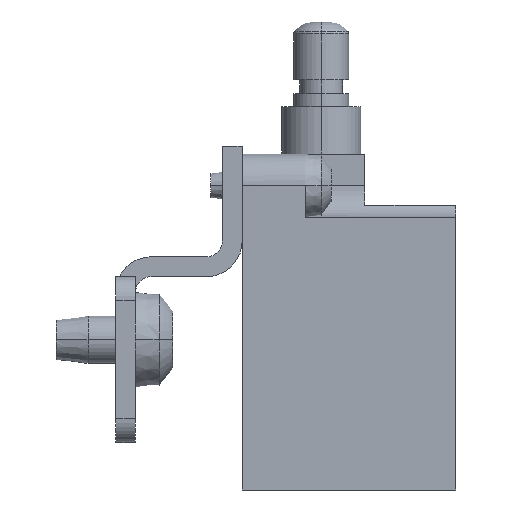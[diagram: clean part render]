
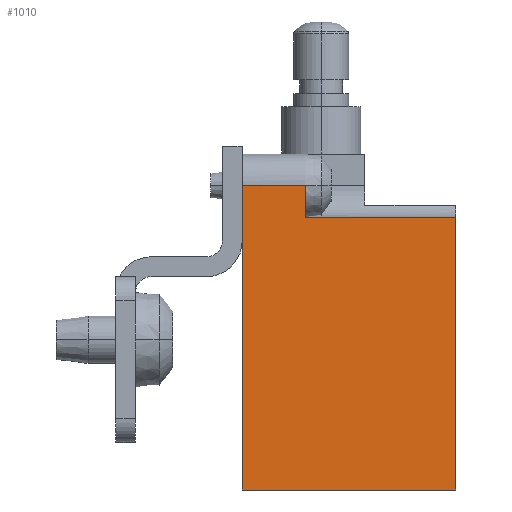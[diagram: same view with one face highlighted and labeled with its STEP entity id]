
A CAD part, left-side view. The second image highlights one B-rep face of the part: STEP entity #1010.
In plain terms, the highlighted planar face has unit normal (-1, 0, 0).
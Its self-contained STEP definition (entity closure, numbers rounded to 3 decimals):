
#1010=ADVANCED_FACE('',(#2598),#2599,.T.);
#1898=VERTEX_POINT('',#3488);
#1902=VERTEX_POINT('',#3492);
#1904=EDGE_CURVE('',#1902,#1898,#3494,.T.);
#1936=VERTEX_POINT('',#3526);
#1940=EDGE_CURVE('',#1898,#1936,#3530,.T.);
#2050=VERTEX_POINT('',#3640);
#2052=VERTEX_POINT('',#3642);
#2054=EDGE_CURVE('',#2050,#2052,#3644,.T.);
#2060=EDGE_CURVE('',#1936,#2050,#3650,.T.);
#2062=VERTEX_POINT('',#3652);
#2066=EDGE_CURVE('',#2062,#2052,#3656,.T.);
#2144=EDGE_CURVE('',#1902,#2062,#3734,.T.);
#2598=FACE_OUTER_BOUND('',#4178,.T.);
#2599=PLANE('',#4179);
#3488=CARTESIAN_POINT('',(16.,0.0,0.0));
#3492=CARTESIAN_POINT('',(16.,27.0,0.0));
#3494=LINE('',#5477,#5478);
#3526=CARTESIAN_POINT('',(16.,0.0,34.5));
#3530=LINE('',#5531,#5532);
#3640=CARTESIAN_POINT('',(16.,19.0,34.5));
#3642=CARTESIAN_POINT('',(16.,19.0,38.5));
#3644=LINE('',#5702,#5703);
#3650=LINE('',#5713,#5714);
#3652=CARTESIAN_POINT('',(16.,27.0,38.5));
#3656=LINE('',#5722,#5723);
#3734=LINE('',#5847,#5848);
#4178=EDGE_LOOP('',(#7086,#7087,#7088,#7089,#7090,#7091));
#4179=AXIS2_PLACEMENT_3D('',#7092,#7093,#7094);
#5477=CARTESIAN_POINT('',(16.,27.0,0.0));
#5478=VECTOR('',#7648,1.0);
#5531=CARTESIAN_POINT('',(16.,0.0,0.0));
#5532=VECTOR('',#7662,1.0);
#5702=CARTESIAN_POINT('',(16.,19.0,19.627));
#5703=VECTOR('',#7718,1.0);
#5713=CARTESIAN_POINT('',(16.,23.0,34.5));
#5714=VECTOR('',#7723,1.0);
#5722=CARTESIAN_POINT('',(16.,27.0,38.5));
#5723=VECTOR('',#7727,1.0);
#5847=CARTESIAN_POINT('',(16.,27.0,0.0));
#5848=VECTOR('',#7768,1.0);
#7086=ORIENTED_EDGE('',*,*,#2054,.T.);
#7087=ORIENTED_EDGE('',*,*,#2066,.F.);
#7088=ORIENTED_EDGE('',*,*,#2144,.F.);
#7089=ORIENTED_EDGE('',*,*,#1904,.T.);
#7090=ORIENTED_EDGE('',*,*,#1940,.T.);
#7091=ORIENTED_EDGE('',*,*,#2060,.T.);
#7092=CARTESIAN_POINT('',(16.,27.0,0.0));
#7093=DIRECTION('',(-1.0,0.0,0.0));
#7094=DIRECTION('',(0.0,1.0,0.0));
#7648=DIRECTION('',(0.0,-1.0,0.0));
#7662=DIRECTION('',(0.0,0.0,1.0));
#7718=DIRECTION('',(0.0,-0.0,1.0));
#7723=DIRECTION('',(0.0,1.0,0.0));
#7727=DIRECTION('',(0.0,-1.0,0.0));
#7768=DIRECTION('',(0.0,0.0,1.0));
